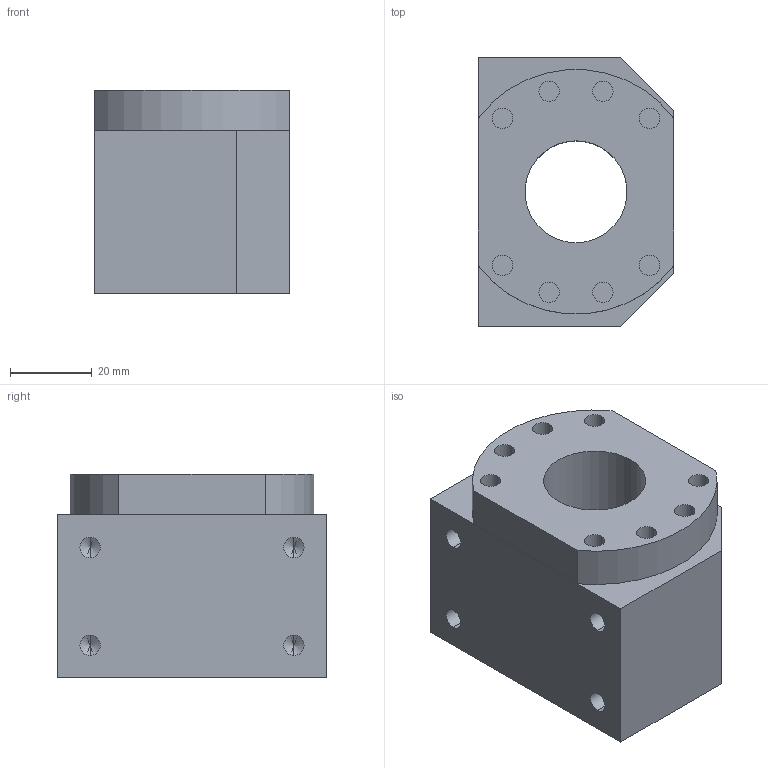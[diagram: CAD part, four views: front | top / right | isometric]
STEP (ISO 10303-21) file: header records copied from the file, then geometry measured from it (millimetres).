
FILE_DESCRIPTION (( 'STEP AP203' ), '1' );
FILE_NAME ('sfu25unit.STEP', '2017-12-25T02:16:55', ( '' ), ( '' ), 'SwSTEP 2.0', 'SolidWorks 2018', '' );
FILE_SCHEMA (( 'CONFIG_CONTROL_DESIGN' ));
Length unit declared in the file: millimetre
Products named in the file (3): slidernutSLDPRT; SFU2505; sfu25unit
Assembly tree (2 placements, depth 2):
  sfu25unit
    slidernutSLDPRT
    SFU2505
Bounding box: 48 x 66 x 50 mm (x, y, z)
Volume: 111676.2 mm3; surface area: 32282.9 mm2
Topology: 2 solids, 2 shells, 53 faces, 136 edges, 84 vertices
Faces by surface type: cylinder 32, plane 13, cone 8
Entity records: 1919 total; most frequent: DIRECTION 308, CARTESIAN_POINT 270, ORIENTED_EDGE 256, EDGE_CURVE 128, AXIS2_PLACEMENT_3D 122, VERTEX_POINT 84, EDGE_LOOP 78, VECTOR 64
